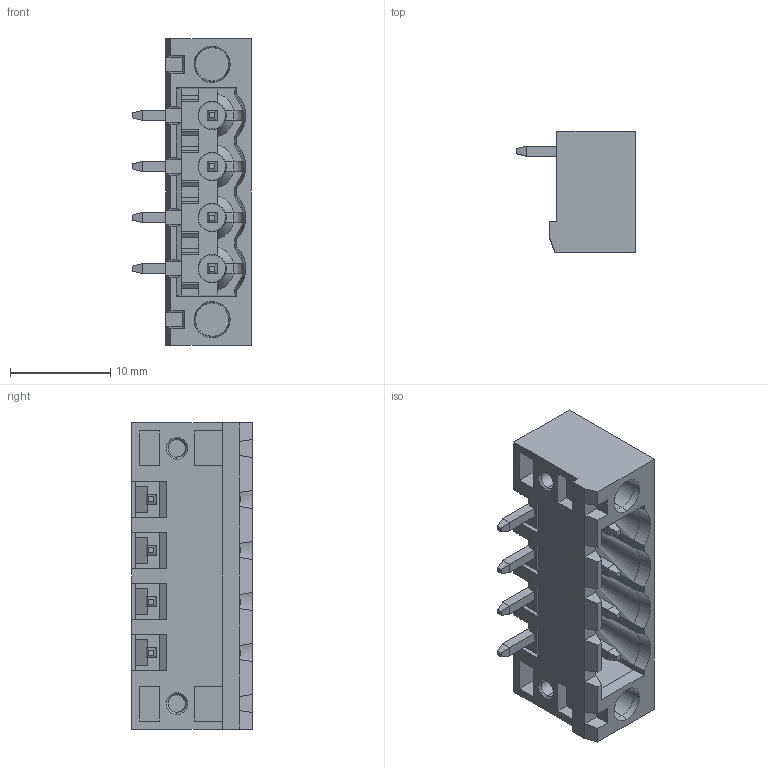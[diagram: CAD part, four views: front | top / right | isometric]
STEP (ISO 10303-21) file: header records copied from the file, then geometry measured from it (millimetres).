
FILE_DESCRIPTION( ('This file contains a STEP AP42 implementation' ,'as created by ZW3D STEP Interface translator.') ,'2;1' );
FILE_NAME( 'WJ2EDGRRM-5.08-04P-00A.stp' ,'21 8 7.115517', (''), ('ZWCAD Software Co.'), 'Version 1.0', 'ZW3D to STEP translator', '' );
FILE_SCHEMA(('AUTOMOTIVE_DESIGN'));
Length unit declared in the file: millimetre
Products named in the file (2): 0; 錨璃001
Bounding box: 11.8 x 12 x 30.48 mm (x, y, z)
Volume: 1479.8 mm3; surface area: 2806.5 mm2
Topology: 1 solids, 1 shells, 415 faces, 1049 edges, 650 vertices
Faces by surface type: bspline 415
Entity records: 12425 total; most frequent: CARTESIAN_POINT 5629, ORIENTED_EDGE 2098, EDGE_CURVE 1049, B_SPLINE_CURVE_WITH_KNOTS 925, VERTEX_POINT 650, EDGE_LOOP 429, FACE_OUTER_BOUND 415, ADVANCED_FACE 415
